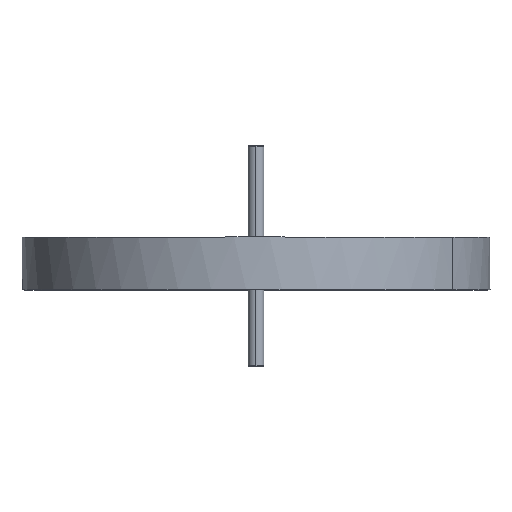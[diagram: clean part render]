
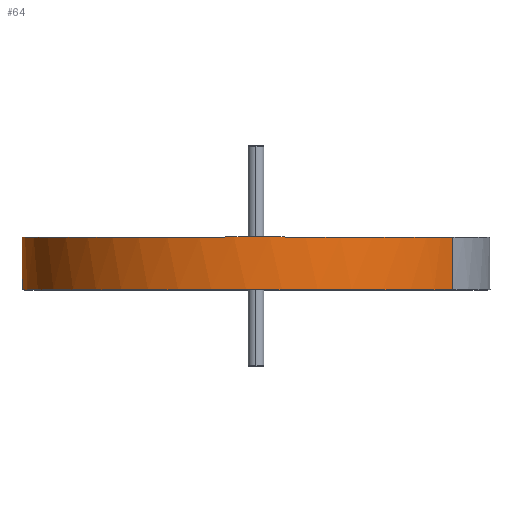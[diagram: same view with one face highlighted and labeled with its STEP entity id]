
A CAD part, top view. The second image highlights one B-rep face of the part: STEP entity #64.
In plain terms, the highlighted free-form (B-spline) face has degree [2, 1] with [5, 2] control points.
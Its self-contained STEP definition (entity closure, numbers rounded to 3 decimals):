
#64=ADVANCED_FACE('',(#102),#650,.T.);
#102=FACE_OUTER_BOUND('',#154,.T.);
#154=EDGE_LOOP('',(#324,#325,#326,#327));
#324=ORIENTED_EDGE('',*,*,#440,.F.);
#325=ORIENTED_EDGE('',*,*,#363,.F.);
#326=ORIENTED_EDGE('',*,*,#441,.F.);
#327=ORIENTED_EDGE('',*,*,#361,.F.);
#361=EDGE_CURVE('',#557,#558,#508,.T.);
#363=EDGE_CURVE('',#559,#556,#510,.T.);
#440=EDGE_CURVE('',#556,#557,#549,.T.);
#441=EDGE_CURVE('',#558,#559,#550,.T.);
#508=(
BOUNDED_CURVE()
B_SPLINE_CURVE(1,(#915,#916),.UNSPECIFIED.,.F.,.F.)
B_SPLINE_CURVE_WITH_KNOTS((2,2),(0.,10.106),.UNSPECIFIED.)
CURVE()
GEOMETRIC_REPRESENTATION_ITEM()
RATIONAL_B_SPLINE_CURVE((1.,1.))
REPRESENTATION_ITEM('')
);
#510=(
BOUNDED_CURVE()
B_SPLINE_CURVE(1,(#922,#923),.UNSPECIFIED.,.F.,.F.)
B_SPLINE_CURVE_WITH_KNOTS((2,2),(-10.106,0.),.UNSPECIFIED.)
CURVE()
GEOMETRIC_REPRESENTATION_ITEM()
RATIONAL_B_SPLINE_CURVE((1.,1.))
REPRESENTATION_ITEM('')
);
#549=(
BOUNDED_CURVE()
B_SPLINE_CURVE(2,(#1122,#1123,#1124,#1125,#1126),.UNSPECIFIED.,.F.,.F.)
B_SPLINE_CURVE_WITH_KNOTS((3,2,3),(0.,70.686,141.372),
 .UNSPECIFIED.)
CURVE()
GEOMETRIC_REPRESENTATION_ITEM()
RATIONAL_B_SPLINE_CURVE((1.,0.707,1.,0.707,1.))
REPRESENTATION_ITEM('')
);
#550=(
BOUNDED_CURVE()
B_SPLINE_CURVE(2,(#1127,#1128,#1129,#1130,#1131),.UNSPECIFIED.,.F.,.F.)
B_SPLINE_CURVE_WITH_KNOTS((3,2,3),(-141.372,-70.686,
0.),.UNSPECIFIED.)
CURVE()
GEOMETRIC_REPRESENTATION_ITEM()
RATIONAL_B_SPLINE_CURVE((1.,0.707,1.,0.707,1.))
REPRESENTATION_ITEM('')
);
#556=VERTEX_POINT('',#854);
#557=VERTEX_POINT('',#855);
#558=VERTEX_POINT('',#856);
#559=VERTEX_POINT('',#857);
#650=(
BOUNDED_SURFACE()
B_SPLINE_SURFACE(2,1,((#834,#835),(#836,#837),(#838,#839),(#840,#841),(#842,
#843)),.UNSPECIFIED.,.F.,.F.,.F.)
B_SPLINE_SURFACE_WITH_KNOTS((3,2,3),(2,2),(-141.372,-70.686,
0.),(0.,10.106),.UNSPECIFIED.)
GEOMETRIC_REPRESENTATION_ITEM()
RATIONAL_B_SPLINE_SURFACE(((1.,1.),(0.707,0.707),
(1.,1.),(0.707,0.707),(1.,1.)))
REPRESENTATION_ITEM('')
SURFACE()
);
#834=CARTESIAN_POINT('',(-149.504,-3.175,23.497));
#835=CARTESIAN_POINT('',(-149.504,6.931,23.497));
#836=CARTESIAN_POINT('',(-173.814,-3.175,61.365));
#837=CARTESIAN_POINT('',(-173.814,6.931,61.365));
#838=CARTESIAN_POINT('',(-135.946,-3.175,85.676));
#839=CARTESIAN_POINT('',(-135.946,6.931,85.676));
#840=CARTESIAN_POINT('',(-98.078,-3.175,109.987));
#841=CARTESIAN_POINT('',(-98.078,6.931,109.987));
#842=CARTESIAN_POINT('',(-73.768,-3.175,72.119));
#843=CARTESIAN_POINT('',(-73.768,6.931,72.119));
#854=CARTESIAN_POINT('',(-73.768,-3.175,72.119));
#855=CARTESIAN_POINT('',(-149.504,-3.175,23.497));
#856=CARTESIAN_POINT('',(-149.504,6.931,23.497));
#857=CARTESIAN_POINT('',(-73.768,6.931,72.119));
#915=CARTESIAN_POINT('',(-149.504,-3.175,23.497));
#916=CARTESIAN_POINT('',(-149.504,6.931,23.497));
#922=CARTESIAN_POINT('',(-73.768,6.931,72.119));
#923=CARTESIAN_POINT('',(-73.768,-3.175,72.119));
#1122=CARTESIAN_POINT('',(-73.768,-3.175,72.119));
#1123=CARTESIAN_POINT('',(-98.078,-3.175,109.987));
#1124=CARTESIAN_POINT('',(-135.946,-3.175,85.676));
#1125=CARTESIAN_POINT('',(-173.814,-3.175,61.365));
#1126=CARTESIAN_POINT('',(-149.504,-3.175,23.497));
#1127=CARTESIAN_POINT('',(-149.504,6.931,23.497));
#1128=CARTESIAN_POINT('',(-173.814,6.931,61.365));
#1129=CARTESIAN_POINT('',(-135.946,6.931,85.676));
#1130=CARTESIAN_POINT('',(-98.078,6.931,109.987));
#1131=CARTESIAN_POINT('',(-73.768,6.931,72.119));
